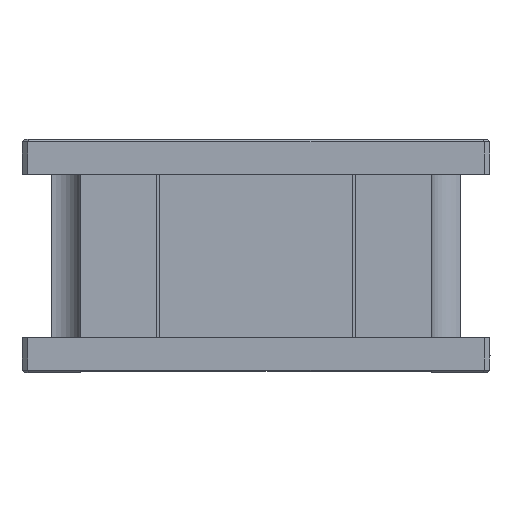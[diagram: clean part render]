
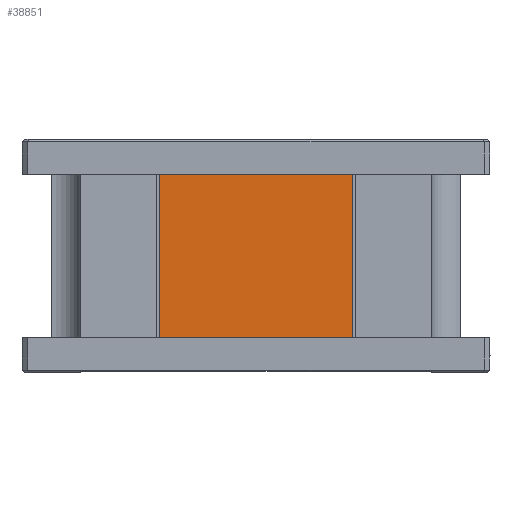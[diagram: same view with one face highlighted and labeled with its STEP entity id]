
A CAD part, left-side view. The second image highlights one B-rep face of the part: STEP entity #38851.
In plain terms, the highlighted planar face has unit normal (-1, 0, 0).
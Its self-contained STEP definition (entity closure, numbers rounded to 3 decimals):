
#482 = ORIENTED_EDGE ( 'NONE', *, *, #19076, .F. ) ;
#3498 = LINE ( 'NONE', #11670, #9914 ) ;
#4309 = DIRECTION ( 'NONE',  ( 0., -1., 0. ) ) ;
#7343 = VERTEX_POINT ( 'NONE', #31806 ) ;
#8522 = CARTESIAN_POINT ( 'NONE',  ( -75., -40., 34. ) ) ;
#9136 = VECTOR ( 'NONE', #4309, 1000. ) ;
#9914 = VECTOR ( 'NONE', #29969, 1000. ) ;
#10027 = DIRECTION ( 'NONE',  ( 0., -1., 0. ) ) ;
#10382 = ORIENTED_EDGE ( 'NONE', *, *, #13130, .F. ) ;
#10459 = DIRECTION ( 'NONE',  ( 0., 0., 1. ) ) ;
#10509 = CARTESIAN_POINT ( 'NONE',  ( -75., -40., 6. ) ) ;
#11388 = CARTESIAN_POINT ( 'NONE',  ( -75., -23.5, 34. ) ) ;
#11670 = CARTESIAN_POINT ( 'NONE',  ( -75., -56.5, 20. ) ) ;
#13130 = EDGE_CURVE ( 'NONE', #41420, #21130, #14756, .T. ) ;
#14756 = LINE ( 'NONE', #24176, #44357 ) ;
#14939 = EDGE_CURVE ( 'NONE', #7343, #40013, #3498, .T. ) ;
#16914 = AXIS2_PLACEMENT_3D ( 'NONE', #44059, #21792, #10459 ) ;
#17754 = PLANE ( 'NONE',  #16914 ) ;
#18596 = LINE ( 'NONE', #10509, #41245 ) ;
#18964 = CARTESIAN_POINT ( 'NONE',  ( -75., -56.5, 34. ) ) ;
#19076 = EDGE_CURVE ( 'NONE', #21130, #40013, #47538, .T. ) ;
#19184 = ORIENTED_EDGE ( 'NONE', *, *, #31369, .T. ) ;
#21130 = VERTEX_POINT ( 'NONE', #11388 ) ;
#21792 = DIRECTION ( 'NONE',  ( 1., 0., 0. ) ) ;
#23161 = FACE_OUTER_BOUND ( 'NONE', #25085, .T. ) ;
#24176 = CARTESIAN_POINT ( 'NONE',  ( -75., -23.5, 20. ) ) ;
#25085 = EDGE_LOOP ( 'NONE', ( #482, #10382, #19184, #44398 ) ) ;
#25446 = DIRECTION ( 'NONE',  ( 0., 0., 1. ) ) ;
#29969 = DIRECTION ( 'NONE',  ( 0., 0., 1. ) ) ;
#31369 = EDGE_CURVE ( 'NONE', #41420, #7343, #18596, .T. ) ;
#31806 = CARTESIAN_POINT ( 'NONE',  ( -75., -56.5, 6. ) ) ;
#36118 = CARTESIAN_POINT ( 'NONE',  ( -75., -23.5, 6. ) ) ;
#38851 = ADVANCED_FACE ( 'NONE', ( #23161 ), #17754, .F. ) ;
#40013 = VERTEX_POINT ( 'NONE', #18964 ) ;
#41245 = VECTOR ( 'NONE', #10027, 1000. ) ;
#41420 = VERTEX_POINT ( 'NONE', #36118 ) ;
#44059 = CARTESIAN_POINT ( 'NONE',  ( -75., -23.5, 6. ) ) ;
#44357 = VECTOR ( 'NONE', #25446, 1000. ) ;
#44398 = ORIENTED_EDGE ( 'NONE', *, *, #14939, .T. ) ;
#47538 = LINE ( 'NONE', #8522, #9136 ) ;
